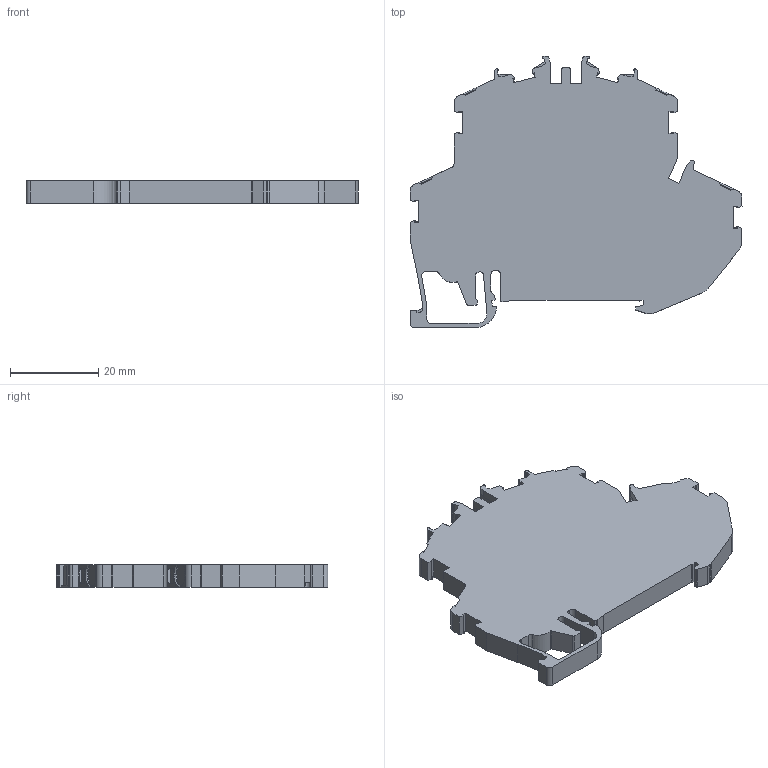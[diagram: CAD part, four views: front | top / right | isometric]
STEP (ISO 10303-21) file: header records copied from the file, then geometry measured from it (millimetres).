
FILE_DESCRIPTION (( 'STEP AP214' ), '1' );
FILE_NAME ('307179_PYK 2,5-2F_Grey.STP', '2015-08-05T05:22:57', ( '' ), ( '' ), 'SwSTEP 2.0', 'SolidWorks 2015', '' );
FILE_SCHEMA (( 'AUTOMOTIVE_DESIGN' ));
Length unit declared in the file: millimetre
Products named in the file (1): 307179_PYK 2,5-2F_Grey
Bounding box: 75.31 x 61.63 x 5 mm (x, y, z)
Volume: 15342.3 mm3; surface area: 8232.2 mm2
Topology: 1 solids, 1 shells, 470 faces, 1391 edges, 925 vertices
Faces by surface type: plane 284, cylinder 169, bspline 17
Entity records: 15978 total; most frequent: CARTESIAN_POINT 3351, ORIENTED_EDGE 2782, DIRECTION 2501, EDGE_CURVE 1391, VECTOR 985, LINE 985, VERTEX_POINT 925, AXIS2_PLACEMENT_3D 758
